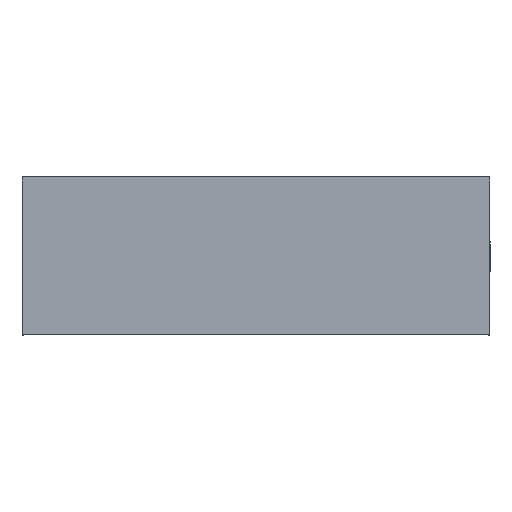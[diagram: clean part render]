
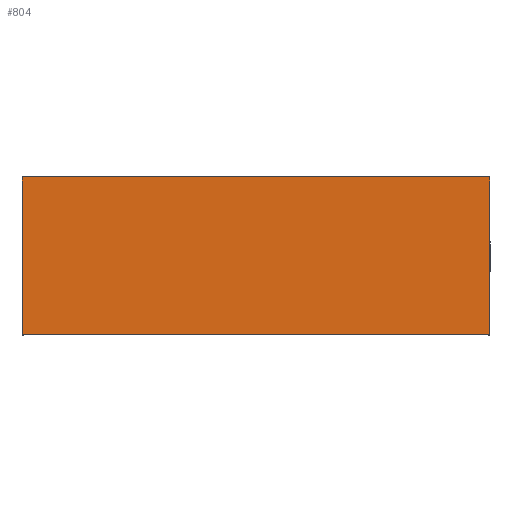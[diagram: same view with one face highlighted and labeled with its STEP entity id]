
A CAD part, top view. The second image highlights one B-rep face of the part: STEP entity #804.
In plain terms, the highlighted planar face has unit normal (0, 0, 1).
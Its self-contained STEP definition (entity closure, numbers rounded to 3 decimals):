
#1 = EDGE_CURVE ( 'NONE', #63, #678, #458, .T. ) ;
#22 = CARTESIAN_POINT ( 'NONE',  ( -150., -41.5, 0. ) ) ;
#63 = VERTEX_POINT ( 'NONE', #158 ) ;
#98 = CARTESIAN_POINT ( 'NONE',  ( 150.8, -41.5, 0. ) ) ;
#119 = LINE ( 'NONE', #546, #966 ) ;
#148 = LINE ( 'NONE', #705, #991 ) ;
#158 = CARTESIAN_POINT ( 'NONE',  ( -150.8, -41.5, 0. ) ) ;
#178 = ORIENTED_EDGE ( 'NONE', *, *, #247, .F. ) ;
#245 = VECTOR ( 'NONE', #589, 1000. ) ;
#247 = EDGE_CURVE ( 'NONE', #512, #985, #148, .T. ) ;
#278 = EDGE_LOOP ( 'NONE', ( #687, #900, #689, #178 ) ) ;
#297 = EDGE_CURVE ( 'NONE', #985, #678, #119, .T. ) ;
#317 = FACE_OUTER_BOUND ( 'NONE', #278, .T. ) ;
#350 = EDGE_CURVE ( 'NONE', #512, #63, #510, .T. ) ;
#362 = DIRECTION ( 'NONE',  ( -1., 0., 0. ) ) ;
#458 = LINE ( 'NONE', #22, #245 ) ;
#467 = CARTESIAN_POINT ( 'NONE',  ( 150.8, 60.3, 0. ) ) ;
#510 = LINE ( 'NONE', #955, #533 ) ;
#512 = VERTEX_POINT ( 'NONE', #571 ) ;
#533 = VECTOR ( 'NONE', #717, 1000. ) ;
#546 = CARTESIAN_POINT ( 'NONE',  ( 150.8, 61.431, 0. ) ) ;
#571 = CARTESIAN_POINT ( 'NONE',  ( -150.8, 60.3, 0. ) ) ;
#589 = DIRECTION ( 'NONE',  ( 1., 0., 0. ) ) ;
#600 = PLANE ( 'NONE',  #1055 ) ;
#627 = DIRECTION ( 'NONE',  ( 0., -1., 0. ) ) ;
#678 = VERTEX_POINT ( 'NONE', #98 ) ;
#687 = ORIENTED_EDGE ( 'NONE', *, *, #350, .T. ) ;
#689 = ORIENTED_EDGE ( 'NONE', *, *, #297, .F. ) ;
#705 = CARTESIAN_POINT ( 'NONE',  ( -150., 60.3, 0. ) ) ;
#717 = DIRECTION ( 'NONE',  ( 0., -1., 0. ) ) ;
#760 = CARTESIAN_POINT ( 'NONE',  ( -150., 41.5, 0. ) ) ;
#804 = ADVANCED_FACE ( 'NONE', ( #317 ), #600, .F. ) ;
#851 = DIRECTION ( 'NONE',  ( 0., 0., -1. ) ) ;
#900 = ORIENTED_EDGE ( 'NONE', *, *, #1, .T. ) ;
#955 = CARTESIAN_POINT ( 'NONE',  ( -150.8, 61.431, 0. ) ) ;
#966 = VECTOR ( 'NONE', #627, 1000. ) ;
#985 = VERTEX_POINT ( 'NONE', #467 ) ;
#991 = VECTOR ( 'NONE', #1025, 1000. ) ;
#1025 = DIRECTION ( 'NONE',  ( 1., 0., 0. ) ) ;
#1055 = AXIS2_PLACEMENT_3D ( 'NONE', #760, #851, #362 ) ;
